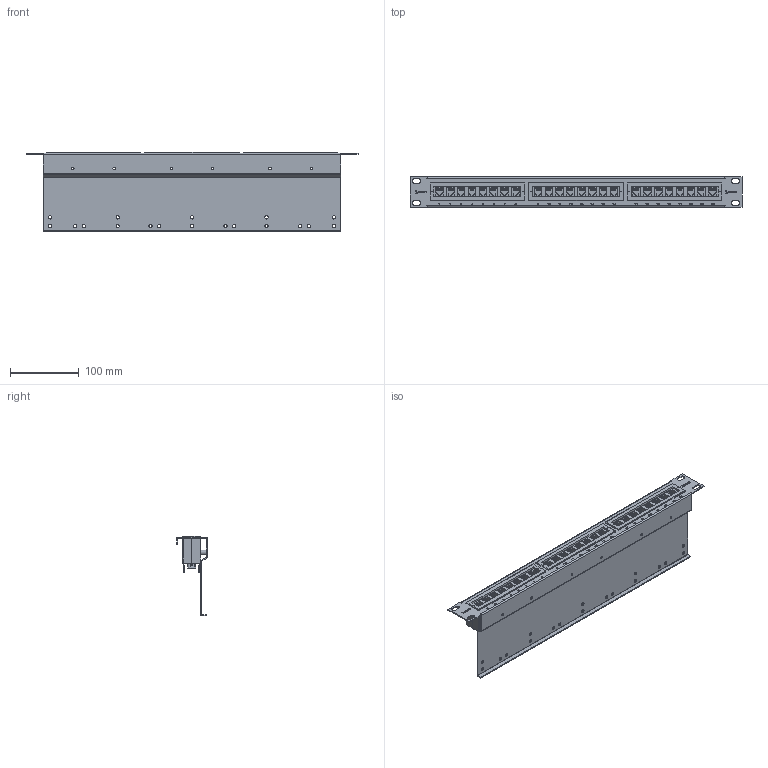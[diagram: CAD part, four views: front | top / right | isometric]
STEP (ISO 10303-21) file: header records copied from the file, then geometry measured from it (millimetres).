
FILE_DESCRIPTION (( 'STEP AP214' ), '1' );
FILE_NAME ('ECHL24-6.STEP', '2018-01-15T14:22:33', ( '' ), ( '' ), 'SwSTEP 2.0', 'SolidWorks 2014', '' );
FILE_SCHEMA (( 'AUTOMOTIVE_DESIGN' ));
Length unit declared in the file: inch
Products named in the file (8): EC608F; TELCO 50F; TELCO 50F-MA1; TELCO 50F-MA2_THICK FLANGE; EC608M-MA1; EC608M-MA2; ECHL3-PROD; ECHL24-6
Assembly tree (16 placements, depth 4):
  ECHL24-6
    ECHL3-PROD
    EC608F  x3
      EC608M-MA2
      EC608M-MA1
      TELCO 50F
        TELCO 50F-MA2_THICK FLANGE
        TELCO 50F-MA1
Bounding box: 482.6 x 43.94 x 116.18 mm (x, y, z)
Volume: 530023 mm3; surface area: 278786.2 mm2
Topology: 34 solids, 34 shells, 4231 faces, 10952 edges, 7243 vertices
Faces by surface type: plane 3610, bspline 397, cylinder 194, sphere 24, torus 6
Full cylindrical faces by diameter (mm): 2.775 x6, 3.048 x6, 3.505 x6, 4.318 x6, 4.762 x11, 4.763 x7, 7.112 x6, 8.382 x6
Entity records: 77799 total; most frequent: CARTESIAN_POINT 23478, ORIENTED_EDGE 8116, DIRECTION 6341, EDGE_CURVE 4058, VECTOR 3281, LINE 3281, VERTEX_POINT 2707, EDGE_LOOP 1927
